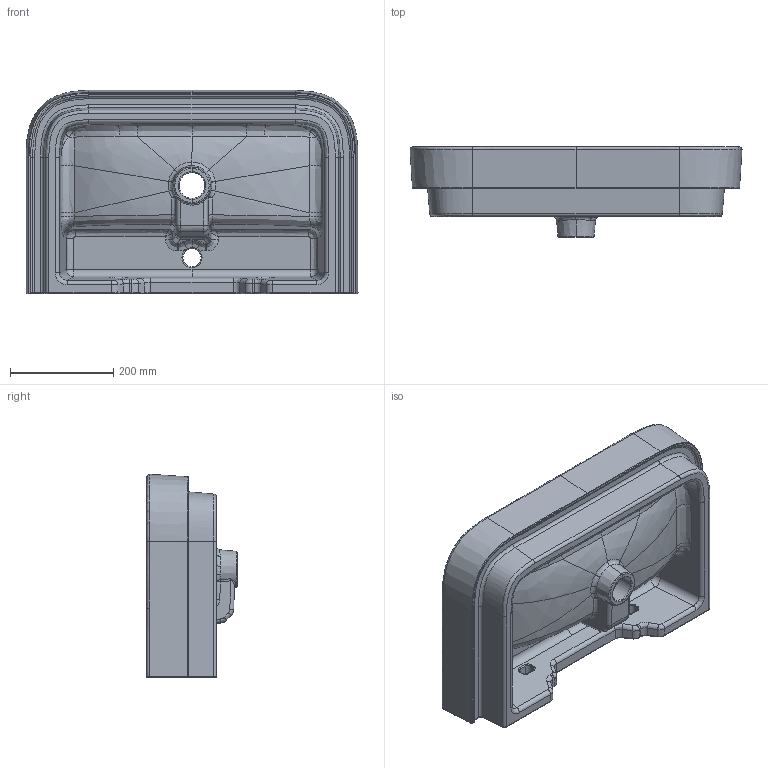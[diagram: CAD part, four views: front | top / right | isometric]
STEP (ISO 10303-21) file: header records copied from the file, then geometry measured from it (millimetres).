
FILE_DESCRIPTION((''),'2;1');
FILE_NAME('LUNA_65_LAVABO_2021','2021-08-21T13:29:56',('DELL'),(''),'CREO PARAMETRIC BY PTC INC, 2016390','CREO PARAMETRIC BY PTC INC, 2016390','');
FILE_SCHEMA(('CONFIG_CONTROL_DESIGN'));
Length unit declared in the file: millimetre
Products named in the file (1): LUNA_65_LAVABO_2021
Bounding box: 644.34 x 175 x 394.67 mm (x, y, z)
Volume: 10363352.3 mm3; surface area: 954377.8 mm2
Topology: 1 solids, 1 shells, 388 faces, 885 edges, 497 vertices
Faces by surface type: bspline 216, cylinder 96, plane 37, torus 27, sphere 6, cone 4, extrusion 2
Entity records: 28247 total; most frequent: CARTESIAN_POINT 20784, ORIENTED_EDGE 1770, DIRECTION 1247, EDGE_CURVE 885, AXIS2_PLACEMENT_3D 504, VERTEX_POINT 497, EDGE_LOOP 394, FACE_OUTER_BOUND 388
